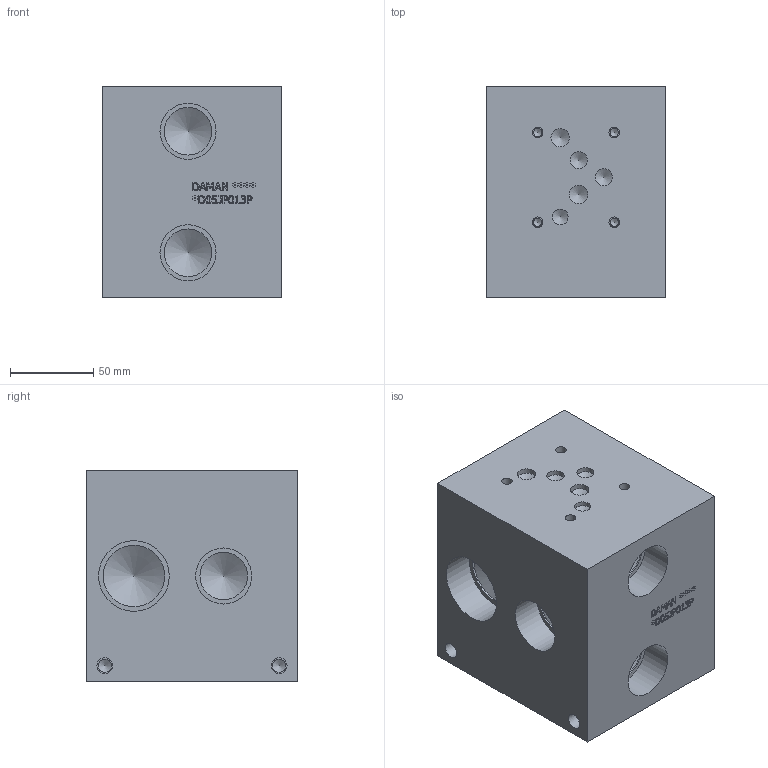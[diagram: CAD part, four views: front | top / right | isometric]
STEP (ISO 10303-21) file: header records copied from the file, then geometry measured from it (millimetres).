
FILE_DESCRIPTION(/* description */ (''),/* implementation_level */ '2;1');
FILE_NAME(/* name */ '_D05JP013P.stp',/* time_stamp */ '2021-06-25T11:42:42-04:00',/* author */ ('anthonyv'),/* organization */ (''),/* preprocessor_version */ 'ST-DEVELOPER v18.1',/* originating_system */ 'Autodesk Inventor 2021',/* authorisation */ '');
FILE_SCHEMA (('AUTOMOTIVE_DESIGN { 1 0 10303 214 3 1 1 }'));
Length unit declared in the file: millimetre
Products named in the file (1): Part_AD05JP013P_3D
Bounding box: 107.95 x 127 x 127 mm (x, y, z)
Volume: 1588008.3 mm3; surface area: 106764.7 mm2
Topology: 1 solids, 1 shells, 388 faces, 1068 edges, 723 vertices
Faces by surface type: plane 242, bspline 94, cylinder 33, cone 19
Full cylindrical faces by diameter (mm): 5.105 x4, 6.35 x4, 7.925 x4, 9.525 x5, 10.312 x2, 11.125 x2, 28.575 x4, 33.706 x4, 36.906 x2, 42.469 x2
Entity records: 13055 total; most frequent: CARTESIAN_POINT 3383, ORIENTED_EDGE 2098, DIRECTION 1569, EDGE_CURVE 1049, LINE 743, VECTOR 743, VERTEX_POINT 723, EDGE_LOOP 448
